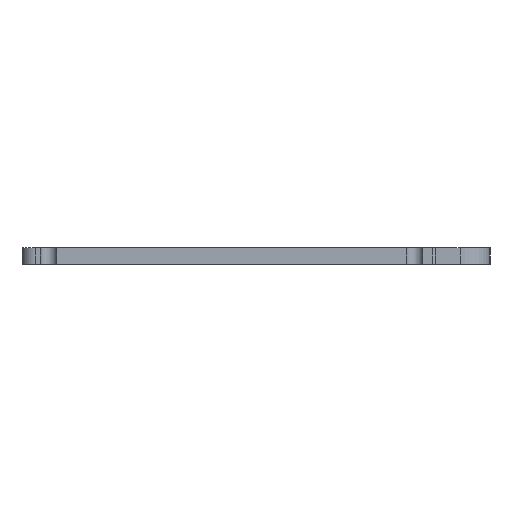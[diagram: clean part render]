
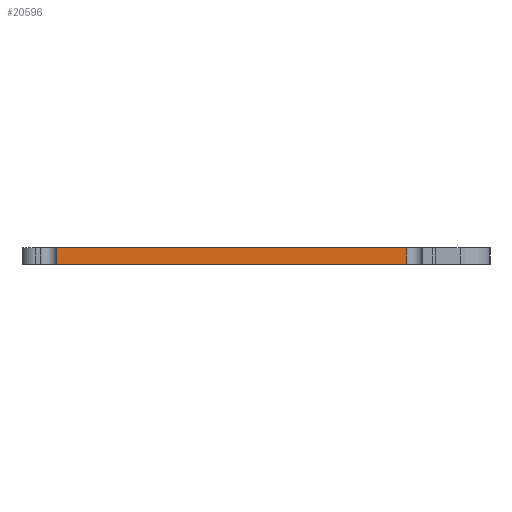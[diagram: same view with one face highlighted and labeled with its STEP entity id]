
A CAD part, left-side view. The second image highlights one B-rep face of the part: STEP entity #20596.
In plain terms, the highlighted planar face has unit normal (-1, 0, 0).
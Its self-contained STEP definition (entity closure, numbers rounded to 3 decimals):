
#487 = DIRECTION ( 'NONE',  ( 0., 0., -1. ) ) ;
#1036 = VECTOR ( 'NONE', #27941, 1000. ) ;
#2648 = EDGE_CURVE ( 'NONE', #23940, #20402, #2833, .T. ) ;
#2833 = LINE ( 'NONE', #12738, #9873 ) ;
#3444 = LINE ( 'NONE', #28277, #1036 ) ;
#4930 = ORIENTED_EDGE ( 'NONE', *, *, #14664, .T. ) ;
#5512 = CARTESIAN_POINT ( 'NONE',  ( -6.905, 0., 0. ) ) ;
#5570 = CARTESIAN_POINT ( 'NONE',  ( -6.905, 70.061, 0. ) ) ;
#8095 = VERTEX_POINT ( 'NONE', #5570 ) ;
#8111 = DIRECTION ( 'NONE',  ( 1., 0., 0. ) ) ;
#9873 = VECTOR ( 'NONE', #28461, 1000. ) ;
#10221 = CARTESIAN_POINT ( 'NONE',  ( -6.905, -8.742, 0. ) ) ;
#11670 = LINE ( 'NONE', #29027, #17214 ) ;
#12306 = DIRECTION ( 'NONE',  ( 0., 1., 0. ) ) ;
#12738 = CARTESIAN_POINT ( 'NONE',  ( -6.905, 5.873, -7. ) ) ;
#12826 = LINE ( 'NONE', #10221, #22828 ) ;
#14457 = CARTESIAN_POINT ( 'NONE',  ( -6.905, 5.873, 3. ) ) ;
#14664 = EDGE_CURVE ( 'NONE', #20402, #20209, #11670, .T. ) ;
#15616 = CARTESIAN_POINT ( 'NONE',  ( -6.905, 70.061, 3. ) ) ;
#16590 = ORIENTED_EDGE ( 'NONE', *, *, #21628, .T. ) ;
#17214 = VECTOR ( 'NONE', #12306, 1000. ) ;
#17790 = EDGE_LOOP ( 'NONE', ( #16590, #26963, #4930, #22558 ) ) ;
#19070 = EDGE_CURVE ( 'NONE', #8095, #20209, #3444, .T. ) ;
#20209 = VERTEX_POINT ( 'NONE', #15616 ) ;
#20402 = VERTEX_POINT ( 'NONE', #14457 ) ;
#20596 = ADVANCED_FACE ( 'NONE', ( #22885 ), #20764, .F. ) ;
#20764 = PLANE ( 'NONE',  #29633 ) ;
#21628 = EDGE_CURVE ( 'NONE', #8095, #23940, #12826, .T. ) ;
#22558 = ORIENTED_EDGE ( 'NONE', *, *, #19070, .F. ) ;
#22828 = VECTOR ( 'NONE', #29281, 1000. ) ;
#22885 = FACE_OUTER_BOUND ( 'NONE', #17790, .T. ) ;
#23757 = CARTESIAN_POINT ( 'NONE',  ( -6.905, 5.873, 0. ) ) ;
#23940 = VERTEX_POINT ( 'NONE', #23757 ) ;
#26963 = ORIENTED_EDGE ( 'NONE', *, *, #2648, .T. ) ;
#27941 = DIRECTION ( 'NONE',  ( 0., 0., 1. ) ) ;
#28277 = CARTESIAN_POINT ( 'NONE',  ( -6.905, 70.061, -7. ) ) ;
#28461 = DIRECTION ( 'NONE',  ( 0., 0., 1. ) ) ;
#29027 = CARTESIAN_POINT ( 'NONE',  ( -6.905, 76.457, 3. ) ) ;
#29281 = DIRECTION ( 'NONE',  ( 0., -1., 0. ) ) ;
#29633 = AXIS2_PLACEMENT_3D ( 'NONE', #5512, #8111, #487 ) ;
